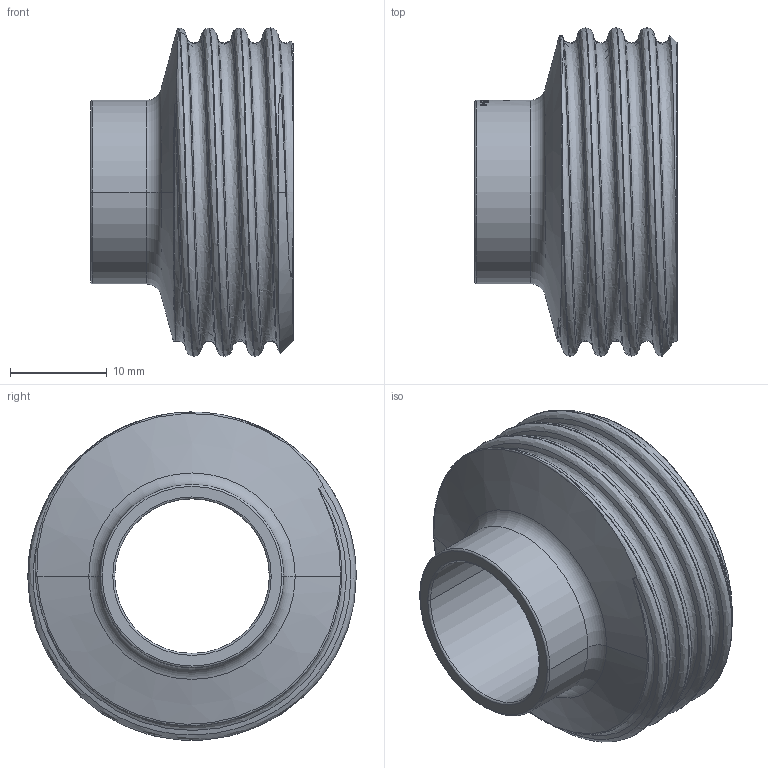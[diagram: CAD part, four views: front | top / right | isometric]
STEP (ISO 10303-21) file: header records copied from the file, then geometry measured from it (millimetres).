
FILE_DESCRIPTION (( 'STEP AP214' ), '1' );
FILE_NAME ('GL-213-015-x Gewindestutzen DIN11851 SC19 x1,5 1709.STEP', '2017-08-29T08:09:04', ( '' ), ( '' ), 'SwSTEP 2.0', 'SolidWorks 2016', '' );
FILE_SCHEMA (( 'AUTOMOTIVE_DESIGN' ));
Length unit declared in the file: millimetre
Products named in the file (1): GL-213-015-x Gewindestutzen DIN11851 SC19 x1,5 1709
Bounding box: 21 x 34 x 33.96 mm (x, y, z)
Volume: 6492.1 mm3; surface area: 4974 mm2
Topology: 1 solids, 1 shells, 234 faces, 612 edges, 400 vertices
Faces by surface type: bspline 105, plane 60, cylinder 39, torus 23, cone 7
Entity records: 16683 total; most frequent: CARTESIAN_POINT 9919, ORIENTED_EDGE 1224, DIRECTION 636, EDGE_CURVE 612, VERTEX_POINT 400, B_SPLINE_CURVE_WITH_KNOTS 352, AXIS2_PLACEMENT_3D 264, EDGE_LOOP 256
